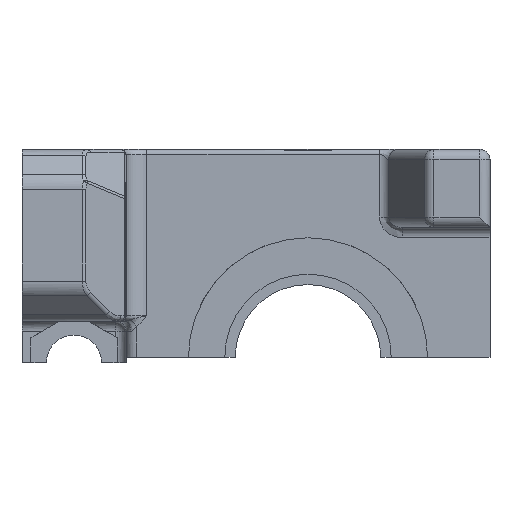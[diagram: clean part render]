
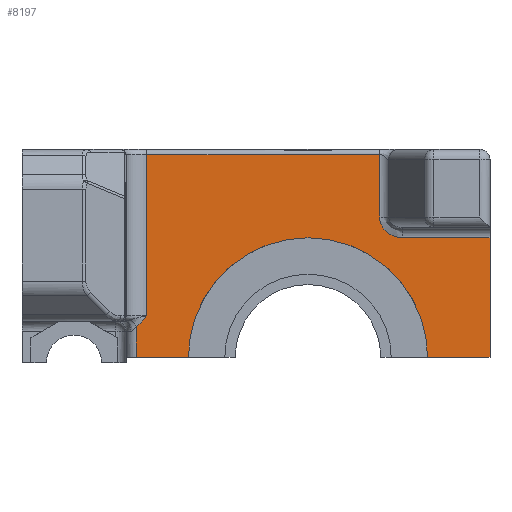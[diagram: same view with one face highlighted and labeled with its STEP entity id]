
A CAD part, front view. The second image highlights one B-rep face of the part: STEP entity #8197.
In plain terms, the highlighted planar face has unit normal (0, -1, 0).
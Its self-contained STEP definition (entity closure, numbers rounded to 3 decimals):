
#83 = VERTEX_POINT ( 'NONE', #5482 ) ;
#136 = FACE_OUTER_BOUND ( 'NONE', #8640, .T. ) ;
#146 = CARTESIAN_POINT ( 'NONE',  ( -17.5, 0., -109.5 ) ) ;
#189 = CARTESIAN_POINT ( 'NONE',  ( 0., 0., -98. ) ) ;
#217 = VERTEX_POINT ( 'NONE', #6980 ) ;
#439 = DIRECTION ( 'NONE',  ( 0., 0., 1. ) ) ;
#742 = EDGE_CURVE ( 'NONE', #2530, #1262, #3979, .T. ) ;
#824 = DIRECTION ( 'NONE',  ( 0., 0., 1. ) ) ;
#1051 = ORIENTED_EDGE ( 'NONE', *, *, #1058, .F. ) ;
#1058 = EDGE_CURVE ( 'NONE', #7806, #83, #3436, .T. ) ;
#1132 = CARTESIAN_POINT ( 'NONE',  ( 0., 0., -109.5 ) ) ;
#1158 = CARTESIAN_POINT ( 'NONE',  ( -10.619, 0., -96. ) ) ;
#1193 = CARTESIAN_POINT ( 'NONE',  ( -10.619, 0., -96. ) ) ;
#1262 = VERTEX_POINT ( 'NONE', #2435 ) ;
#1292 = VERTEX_POINT ( 'NONE', #4008 ) ;
#1382 = DIRECTION ( 'NONE',  ( 1., 0., 0. ) ) ;
#1548 = VECTOR ( 'NONE', #5600, 1000. ) ;
#1640 = AXIS2_PLACEMENT_3D ( 'NONE', #2182, #6983, #1382 ) ;
#1808 = VECTOR ( 'NONE', #4987, 1000. ) ;
#1890 = DIRECTION ( 'NONE',  ( 0., 0., -1. ) ) ;
#1912 = CARTESIAN_POINT ( 'NONE',  ( -8.384, 0., -98. ) ) ;
#1962 = DIRECTION ( 'NONE',  ( 0., 0., 1. ) ) ;
#2074 = ORIENTED_EDGE ( 'NONE', *, *, #5629, .T. ) ;
#2182 = CARTESIAN_POINT ( 'NONE',  ( 0., 0., -98. ) ) ;
#2198 = LINE ( 'NONE', #189, #1808 ) ;
#2243 = CARTESIAN_POINT ( 'NONE',  ( -33., 0., -98. ) ) ;
#2293 = LINE ( 'NONE', #2243, #8094 ) ;
#2323 = EDGE_CURVE ( 'NONE', #217, #3876, #5047, .T. ) ;
#2435 = CARTESIAN_POINT ( 'NONE',  ( -6., 0., -109.5 ) ) ;
#2458 = CARTESIAN_POINT ( 'NONE',  ( 0., 0., -98. ) ) ;
#2519 = VECTOR ( 'NONE', #1962, 1000. ) ;
#2530 = VERTEX_POINT ( 'NONE', #3636 ) ;
#2602 = CARTESIAN_POINT ( 'NONE',  ( -17.5, 0., -109.5 ) ) ;
#2724 = ORIENTED_EDGE ( 'NONE', *, *, #3955, .F. ) ;
#2755 = CARTESIAN_POINT ( 'NONE',  ( -20.25, 0., -90. ) ) ;
#2838 = ORIENTED_EDGE ( 'NONE', *, *, #2323, .F. ) ;
#2891 = VERTEX_POINT ( 'NONE', #2458 ) ;
#2896 = DIRECTION ( 'NONE',  ( 0., 1., 0. ) ) ;
#2959 = CARTESIAN_POINT ( 'NONE',  ( -33.303, 0., -105.871 ) ) ;
#3052 = CARTESIAN_POINT ( 'NONE',  ( 0., 0., -109.5 ) ) ;
#3436 = LINE ( 'NONE', #2755, #1548 ) ;
#3438 = CARTESIAN_POINT ( 'NONE',  ( -9.693, 0., -98. ) ) ;
#3565 = ORIENTED_EDGE ( 'NONE', *, *, #7034, .F. ) ;
#3636 = CARTESIAN_POINT ( 'NONE',  ( -17.5, 0., -98. ) ) ;
#3685 = AXIS2_PLACEMENT_3D ( 'NONE', #2602, #5343, #4760 ) ;
#3709 = CARTESIAN_POINT ( 'NONE',  ( -34., 0., -98. ) ) ;
#3718 = CARTESIAN_POINT ( 'NONE',  ( -29., 0., -109.5 ) ) ;
#3771 = DIRECTION ( 'NONE',  ( 1., 0., 0. ) ) ;
#3865 = EDGE_CURVE ( 'NONE', #4367, #2530, #5795, .T. ) ;
#3876 = VERTEX_POINT ( 'NONE', #4979 ) ;
#3955 = EDGE_CURVE ( 'NONE', #83, #5914, #7992, .T. ) ;
#3976 = LINE ( 'NONE', #7470, #2519 ) ;
#3979 = CIRCLE ( 'NONE', #3685, 11.5 ) ;
#4008 = CARTESIAN_POINT ( 'NONE',  ( -33., 0., -105.5 ) ) ;
#4097 = VERTEX_POINT ( 'NONE', #1132 ) ;
#4190 = ORIENTED_EDGE ( 'NONE', *, *, #8786, .T. ) ;
#4217 = AXIS2_PLACEMENT_3D ( 'NONE', #146, #2896, #6359 ) ;
#4233 = EDGE_CURVE ( 'NONE', #1292, #7806, #2293, .T. ) ;
#4342 = CARTESIAN_POINT ( 'NONE',  ( -33., 0., -90. ) ) ;
#4367 = VERTEX_POINT ( 'NONE', #3718 ) ;
#4419 = ORIENTED_EDGE ( 'NONE', *, *, #3865, .T. ) ;
#4598 = ORIENTED_EDGE ( 'NONE', *, *, #7203, .T. ) ;
#4760 = DIRECTION ( 'NONE',  ( 0., 0., 1. ) ) ;
#4812 = ORIENTED_EDGE ( 'NONE', *, *, #4900, .T. ) ;
#4900 = EDGE_CURVE ( 'NONE', #8190, #5914, #6734, .T. ) ;
#4979 = CARTESIAN_POINT ( 'NONE',  ( -34., 0., -106.535 ) ) ;
#4987 = DIRECTION ( 'NONE',  ( 1., 0., 0. ) ) ;
#5007 = CARTESIAN_POINT ( 'NONE',  ( -8.384, 0., -98. ) ) ;
#5047 = LINE ( 'NONE', #3709, #5490 ) ;
#5228 = B_SPLINE_CURVE_WITH_KNOTS ( 'NONE', 3,
 ( #6688, #6733, #2959, #7006 ),
 .UNSPECIFIED., .F., .F.,
 ( 4, 4 ),
 ( 0.001, 0.003 ),
 .UNSPECIFIED. ) ;
#5310 = LINE ( 'NONE', #3052, #6536 ) ;
#5343 = DIRECTION ( 'NONE',  ( 0., 1., 0. ) ) ;
#5482 = CARTESIAN_POINT ( 'NONE',  ( -10.619, 0., -90. ) ) ;
#5490 = VECTOR ( 'NONE', #439, 1000. ) ;
#5600 = DIRECTION ( 'NONE',  ( 1., 0., 0. ) ) ;
#5629 = EDGE_CURVE ( 'NONE', #4097, #2891, #3976, .T. ) ;
#5795 = CIRCLE ( 'NONE', #4217, 11.5 ) ;
#5914 = VERTEX_POINT ( 'NONE', #1158 ) ;
#6091 = CARTESIAN_POINT ( 'NONE',  ( -10.619, 0., -97.172 ) ) ;
#6172 = ORIENTED_EDGE ( 'NONE', *, *, #4233, .F. ) ;
#6305 = ORIENTED_EDGE ( 'NONE', *, *, #7425, .F. ) ;
#6359 = DIRECTION ( 'NONE',  ( 0., 0., 1. ) ) ;
#6367 = VECTOR ( 'NONE', #1890, 1000. ) ;
#6516 = VECTOR ( 'NONE', #8682, 1000. ) ;
#6536 = VECTOR ( 'NONE', #3771, 1000. ) ;
#6657 = CARTESIAN_POINT ( 'NONE',  ( 0., 0., -109.5 ) ) ;
#6688 = CARTESIAN_POINT ( 'NONE',  ( -34., 0., -106.535 ) ) ;
#6733 = CARTESIAN_POINT ( 'NONE',  ( -33.616, 0., -106.25 ) ) ;
#6734 =( BOUNDED_CURVE ( )  B_SPLINE_CURVE ( 3, ( #1912, #3438, #6091, #1193 ),
 .UNSPECIFIED., .F., .T. ) 
 B_SPLINE_CURVE_WITH_KNOTS ( ( 4, 4 ),
 ( 1.571, 3.142 ),
 .UNSPECIFIED. ) 
 CURVE ( )  GEOMETRIC_REPRESENTATION_ITEM ( )  RATIONAL_B_SPLINE_CURVE ( ( 1., 0.805, 0.805, 1. ) ) 
 REPRESENTATION_ITEM ( '' )  );
#6980 = CARTESIAN_POINT ( 'NONE',  ( -34., 0., -109.5 ) ) ;
#6983 = DIRECTION ( 'NONE',  ( 0., 1., 0. ) ) ;
#7006 = CARTESIAN_POINT ( 'NONE',  ( -33., 0., -105.5 ) ) ;
#7034 = EDGE_CURVE ( 'NONE', #8190, #2891, #2198, .T. ) ;
#7203 = EDGE_CURVE ( 'NONE', #1262, #4097, #5310, .T. ) ;
#7425 = EDGE_CURVE ( 'NONE', #3876, #1292, #5228, .T. ) ;
#7435 = LINE ( 'NONE', #6657, #6516 ) ;
#7470 = CARTESIAN_POINT ( 'NONE',  ( 0., 0., -98. ) ) ;
#7572 = PLANE ( 'NONE',  #1640 ) ;
#7806 = VERTEX_POINT ( 'NONE', #4342 ) ;
#7992 = LINE ( 'NONE', #8035, #6367 ) ;
#8035 = CARTESIAN_POINT ( 'NONE',  ( -10.619, 0., -97. ) ) ;
#8094 = VECTOR ( 'NONE', #824, 1000. ) ;
#8190 = VERTEX_POINT ( 'NONE', #5007 ) ;
#8197 = ADVANCED_FACE ( 'NONE', ( #136 ), #7572, .F. ) ;
#8555 = ORIENTED_EDGE ( 'NONE', *, *, #742, .T. ) ;
#8640 = EDGE_LOOP ( 'NONE', ( #4812, #2724, #1051, #6172, #6305, #2838, #4190, #4419, #8555, #4598, #2074, #3565 ) ) ;
#8682 = DIRECTION ( 'NONE',  ( 1., 0., 0. ) ) ;
#8786 = EDGE_CURVE ( 'NONE', #217, #4367, #7435, .T. ) ;
